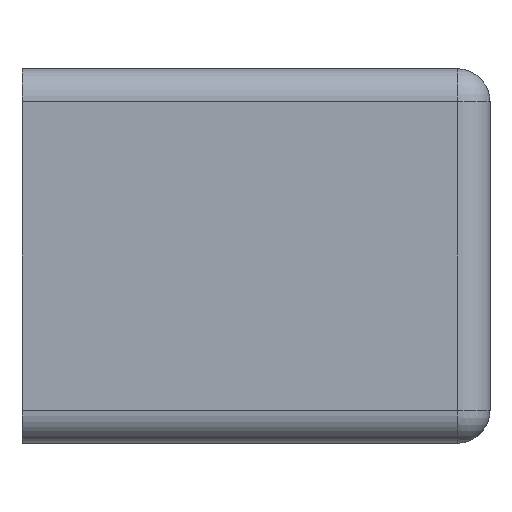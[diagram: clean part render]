
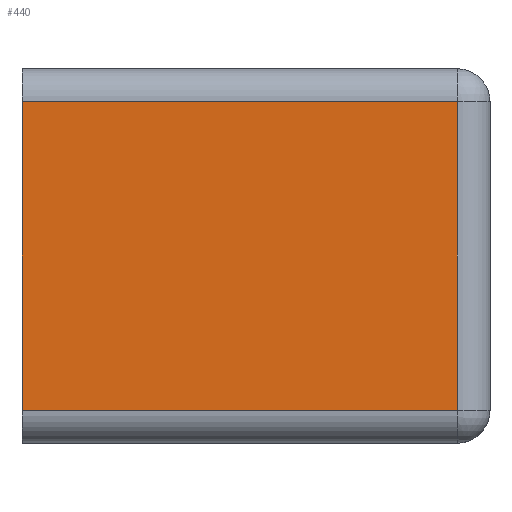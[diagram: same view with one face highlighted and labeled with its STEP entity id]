
A CAD part, front view. The second image highlights one B-rep face of the part: STEP entity #440.
In plain terms, the highlighted planar face has unit normal (0, -1, 0).
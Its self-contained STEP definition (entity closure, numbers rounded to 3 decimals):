
#38=PLANE('',#489);
#48=LINE('',#711,#68);
#51=LINE('',#715,#71);
#55=LINE('',#724,#75);
#64=LINE('',#744,#84);
#68=VECTOR('',#564,46.5);
#71=VECTOR('',#569,33.);
#75=VECTOR('',#579,46.5);
#84=VECTOR('',#602,33.);
#117=FACE_OUTER_BOUND('',#148,.T.);
#148=EDGE_LOOP('',(#360,#361,#362,#363));
#232=VERTEX_POINT('',#697);
#235=VERTEX_POINT('',#704);
#237=VERTEX_POINT('',#709);
#238=VERTEX_POINT('',#720);
#275=EDGE_CURVE('',#237,#235,#48,.T.);
#278=EDGE_CURVE('',#235,#232,#51,.T.);
#283=EDGE_CURVE('',#232,#238,#55,.T.);
#294=EDGE_CURVE('',#237,#238,#64,.T.);
#360=ORIENTED_EDGE('',*,*,#283,.F.);
#361=ORIENTED_EDGE('',*,*,#278,.F.);
#362=ORIENTED_EDGE('',*,*,#275,.F.);
#363=ORIENTED_EDGE('',*,*,#294,.T.);
#440=ADVANCED_FACE('',(#117),#38,.T.);
#489=AXIS2_PLACEMENT_3D('',#743,#600,#601);
#564=DIRECTION('',(1.,0.,0.));
#569=DIRECTION('',(0.,0.,-1.));
#579=DIRECTION('',(-1.,0.,0.));
#600=DIRECTION('center_axis',(0.,-1.,0.));
#601=DIRECTION('ref_axis',(0.,0.,-1.));
#602=DIRECTION('',(0.,0.,-1.));
#697=CARTESIAN_POINT('',(21.5,-100.,-16.5));
#704=CARTESIAN_POINT('',(21.5,-100.,16.5));
#709=CARTESIAN_POINT('',(-25.,-100.,16.5));
#711=CARTESIAN_POINT('',(12.5,-100.,16.5));
#715=CARTESIAN_POINT('',(21.5,-100.,0.));
#720=CARTESIAN_POINT('',(-25.,-100.,-16.5));
#724=CARTESIAN_POINT('',(12.5,-100.,-16.5));
#743=CARTESIAN_POINT('Origin',(25.,-100.,0.));
#744=CARTESIAN_POINT('',(-25.,-100.,0.));
